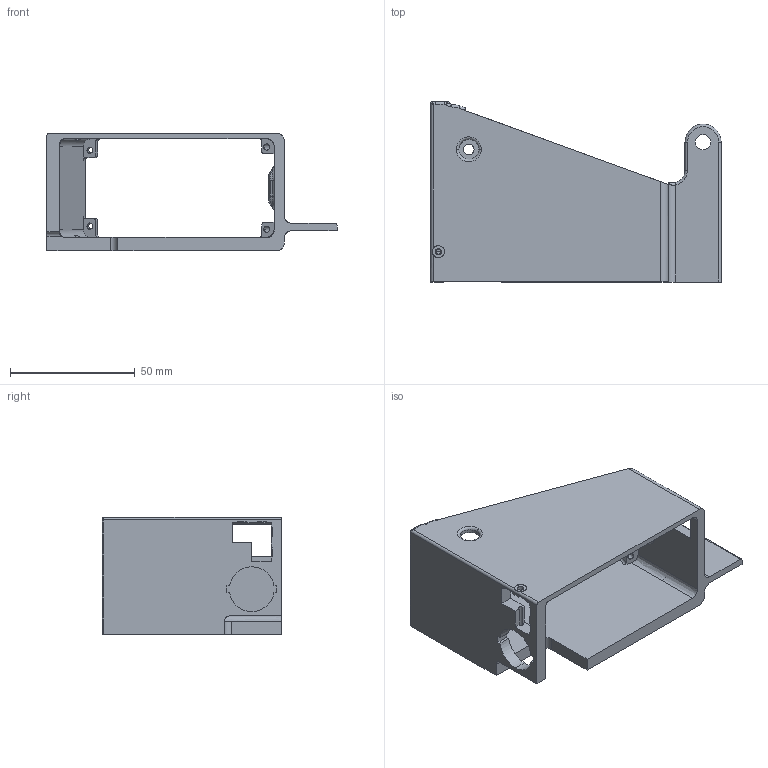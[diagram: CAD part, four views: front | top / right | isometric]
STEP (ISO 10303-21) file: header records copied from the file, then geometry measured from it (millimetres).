
FILE_DESCRIPTION (( 'STEP AP214' ), '1' );
FILE_NAME ('Encolsure_JBC-AD-SF_SEPARATED_TOP_bottom.STEP', '2024-11-03T20:47:13', ( '' ), ( '' ), 'SwSTEP 2.0', 'SolidWorks 2020', '' );
FILE_SCHEMA (( 'AUTOMOTIVE_DESIGN' ));
Length unit declared in the file: millimetre
Products named in the file (1): Encolsure_JBC-AD-SF_SEPARATED_TOP_bottom
Bounding box: 116.45 x 72.2 x 47.1 mm (x, y, z)
Volume: 60727.4 mm3; surface area: 35920.2 mm2
Topology: 1 solids, 1 shells, 386 faces, 991 edges, 596 vertices
Faces by surface type: cylinder 120, plane 102, torus 79, bspline 44, cone 40, sphere 1
Entity records: 13881 total; most frequent: CARTESIAN_POINT 4620, DIRECTION 1978, ORIENTED_EDGE 1954, EDGE_CURVE 977, AXIS2_PLACEMENT_3D 782, VERTEX_POINT 596, CIRCLE 439, EDGE_LOOP 417
